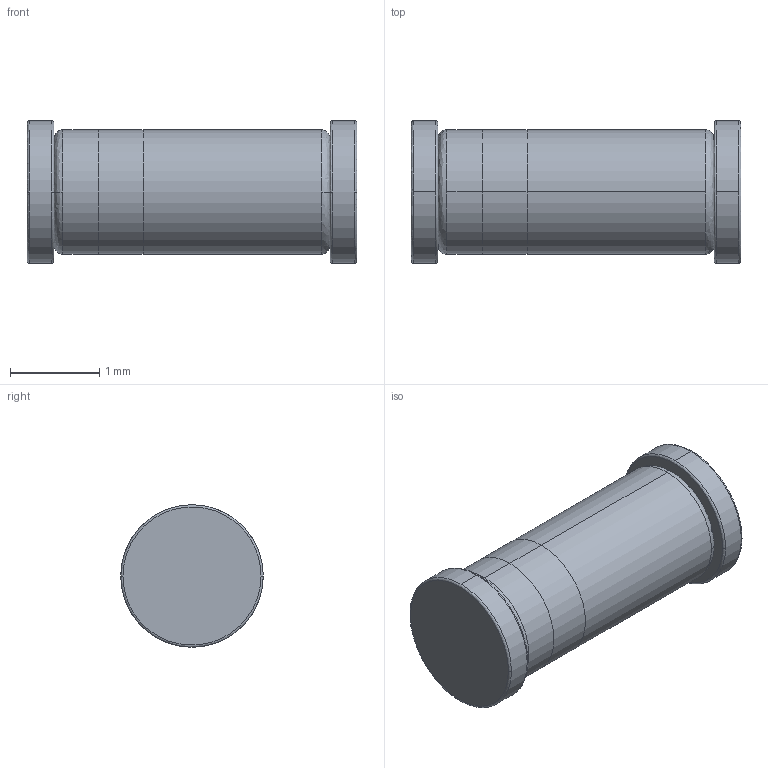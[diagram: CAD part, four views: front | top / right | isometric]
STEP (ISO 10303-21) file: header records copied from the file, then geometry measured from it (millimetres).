
FILE_DESCRIPTION (( 'STEP AP214' ), '1' );
FILE_NAME ('User Library-SOD80C-1.STEP', '2013-05-24T10:36:12', ( 'Windows User' ), ( '' ), 'SwSTEP 2.0', 'SolidWorks 2013', '' );
FILE_SCHEMA (( 'AUTOMOTIVE_DESIGN' ));
Length unit declared in the file: centimetre
Products named in the file (4): User Library-SOD80C-1_Anschluss_1; User Library-SOD80C-1_Markierung_1; User Library-SOD80C-1; User Library-SOD80C-1_K_X_F6rper_1
Assembly tree (3 placements, depth 2):
  User Library-SOD80C-1
    User Library-SOD80C-1_K_X_F6rper_1
    User Library-SOD80C-1_Markierung_1
    User Library-SOD80C-1_Anschluss_1
Bounding box: 3.7 x 1.6 x 1.6 mm (x, y, z)
Volume: 6.3 mm3; surface area: 37.1 mm2
Topology: 3 solids, 3 shells, 36 faces, 78 edges, 52 vertices
Faces by surface type: cylinder 14, bspline 12, plane 10
Entity records: 1812 total; most frequent: CARTESIAN_POINT 500, DIRECTION 178, ORIENTED_EDGE 156, AXIS2_PLACEMENT_3D 82, EDGE_CURVE 78, VERTEX_POINT 52, CIRCLE 52, UNCERTAINTY_MEASURE_WITH_UNIT 46
